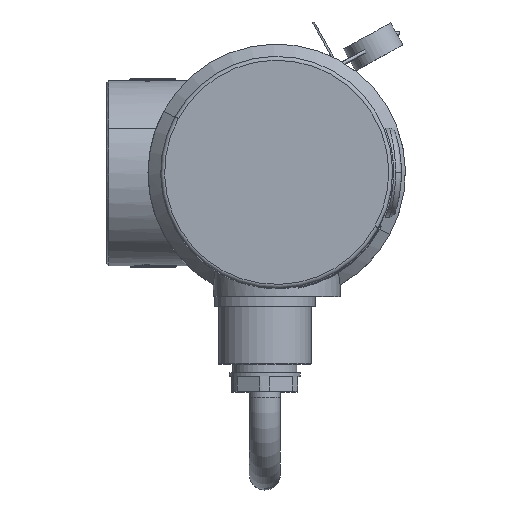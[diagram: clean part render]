
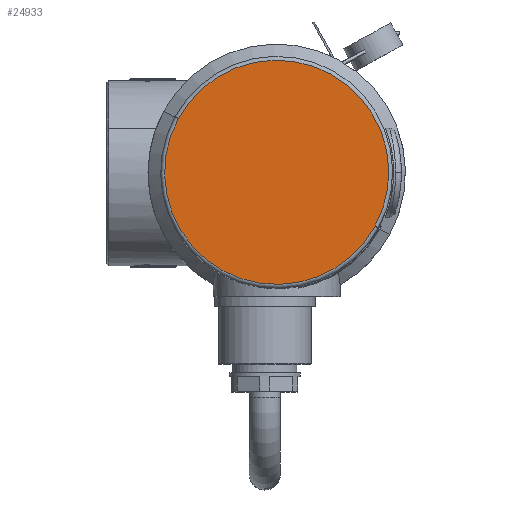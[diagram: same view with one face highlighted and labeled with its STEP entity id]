
A CAD part, top view. The second image highlights one B-rep face of the part: STEP entity #24933.
In plain terms, the highlighted planar face has unit normal (0, 0, -1).
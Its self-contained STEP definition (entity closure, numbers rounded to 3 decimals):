
#23097=CARTESIAN_POINT('Vertex',(-25.45,13.903,88.)) ;
#23100=CARTESIAN_POINT('Axis2P3D Location',(0.,0.,88.)) ;
#23104=CARTESIAN_POINT('Vertex',(25.45,-13.903,88.)) ;
#24912=CARTESIAN_POINT('Axis2P3D Location',(0.,0.,88.)) ;
#24924=CARTESIAN_POINT('Axis2P3D Location',(0.,0.,88.)) ;
#23101=DIRECTION('Axis2P3D Direction',(0.,0.,-1.)) ;
#24913=DIRECTION('Axis2P3D Direction',(0.,-0.,-1.)) ;
#24925=DIRECTION('Axis2P3D Direction',(0.,-0.,-1.)) ;
#24926=DIRECTION('Axis2P3D XDirection',(0.,-1.,0.)) ;
#23102=AXIS2_PLACEMENT_3D('Circle Axis2P3D',#23100,#23101,$) ;
#24914=AXIS2_PLACEMENT_3D('Circle Axis2P3D',#24912,#24913,$) ;
#24927=AXIS2_PLACEMENT_3D('Plane Axis2P3D',#24924,#24925,#24926) ;
#24930=ORIENTED_EDGE('',*,*,#24916,.F.) ;
#24931=ORIENTED_EDGE('',*,*,#23106,.F.) ;
#24933=ADVANCED_FACE('Sheet.9',(#24932),#24928,.T.) ;
#23103=CIRCLE('generated circle',#23102,29.) ;
#24915=CIRCLE('generated circle',#24914,29.) ;
#23106=EDGE_CURVE('',#23098,#23105,#23103,.F.) ;
#24916=EDGE_CURVE('',#23105,#23098,#24915,.F.) ;
#24929=EDGE_LOOP('',(#24930,#24931)) ;
#24932=FACE_OUTER_BOUND('',#24929,.T.) ;
#24928=PLANE('',#24927) ;
#23098=VERTEX_POINT('',#23097) ;
#23105=VERTEX_POINT('',#23104) ;
